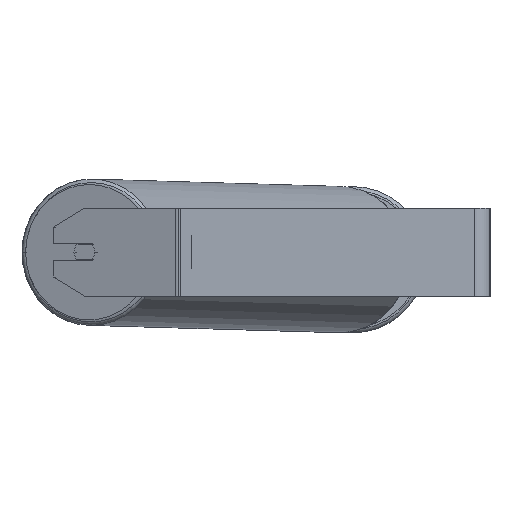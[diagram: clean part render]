
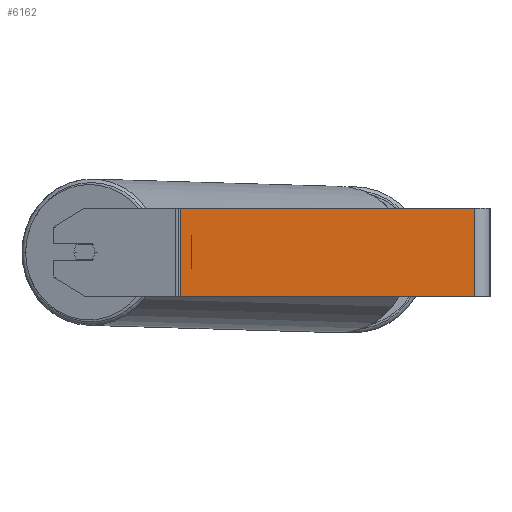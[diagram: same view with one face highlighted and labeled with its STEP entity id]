
A CAD part, left-side view. The second image highlights one B-rep face of the part: STEP entity #6162.
In plain terms, the highlighted planar face has unit normal (-1, 0, 0).
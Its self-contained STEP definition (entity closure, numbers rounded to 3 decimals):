
#56 = CARTESIAN_POINT ( 'NONE',  ( -1045., 14., 40. ) ) ;
#363 = DIRECTION ( 'NONE',  ( 0., -1., 0. ) ) ;
#701 = EDGE_CURVE ( 'NONE', #3216, #4427, #5070, .T. ) ;
#739 = EDGE_CURVE ( 'NONE', #4427, #8460, #7401, .T. ) ;
#1065 = CARTESIAN_POINT ( 'NONE',  ( -1045., 283.661, 40. ) ) ;
#1103 = ORIENTED_EDGE ( 'NONE', *, *, #5031, .F. ) ;
#1645 = CARTESIAN_POINT ( 'NONE',  ( -1045., 14., 40. ) ) ;
#2260 = PLANE ( 'NONE',  #7099 ) ;
#2489 = DIRECTION ( 'NONE',  ( 0., 0., -1. ) ) ;
#2676 = CARTESIAN_POINT ( 'NONE',  ( -1045., 281.193, -40. ) ) ;
#2953 = VECTOR ( 'NONE', #2489, 1000. ) ;
#3216 = VERTEX_POINT ( 'NONE', #4758 ) ;
#3362 = EDGE_CURVE ( 'NONE', #8662, #8460, #4985, .T. ) ;
#4396 = FACE_OUTER_BOUND ( 'NONE', #4886, .T. ) ;
#4427 = VERTEX_POINT ( 'NONE', #2676 ) ;
#4758 = CARTESIAN_POINT ( 'NONE',  ( -1045., 281.193, 40. ) ) ;
#4886 = EDGE_LOOP ( 'NONE', ( #8578, #8363, #1103, #8758 ) ) ;
#4927 = DIRECTION ( 'NONE',  ( 0., 0., -1. ) ) ;
#4985 = LINE ( 'NONE', #1645, #6242 ) ;
#5016 = DIRECTION ( 'NONE',  ( 1., 0., 0. ) ) ;
#5031 = EDGE_CURVE ( 'NONE', #3216, #8662, #5798, .T. ) ;
#5070 = LINE ( 'NONE', #7772, #2953 ) ;
#5568 = DIRECTION ( 'NONE',  ( 0., 0., -1. ) ) ;
#5780 = CARTESIAN_POINT ( 'NONE',  ( -1045., 283.661, -40. ) ) ;
#5798 = LINE ( 'NONE', #5843, #8493 ) ;
#5843 = CARTESIAN_POINT ( 'NONE',  ( -1045., 283.661, 40. ) ) ;
#5864 = CARTESIAN_POINT ( 'NONE',  ( -1045., 14., -40. ) ) ;
#6162 = ADVANCED_FACE ( 'NONE', ( #4396 ), #2260, .F. ) ;
#6242 = VECTOR ( 'NONE', #5568, 1000. ) ;
#6414 = DIRECTION ( 'NONE',  ( 0., -1., 0. ) ) ;
#7099 = AXIS2_PLACEMENT_3D ( 'NONE', #1065, #5016, #4927 ) ;
#7401 = LINE ( 'NONE', #5780, #8168 ) ;
#7772 = CARTESIAN_POINT ( 'NONE',  ( -1045., 281.193, 40. ) ) ;
#8168 = VECTOR ( 'NONE', #363, 1000. ) ;
#8363 = ORIENTED_EDGE ( 'NONE', *, *, #3362, .F. ) ;
#8460 = VERTEX_POINT ( 'NONE', #5864 ) ;
#8493 = VECTOR ( 'NONE', #6414, 1000. ) ;
#8578 = ORIENTED_EDGE ( 'NONE', *, *, #739, .T. ) ;
#8662 = VERTEX_POINT ( 'NONE', #56 ) ;
#8758 = ORIENTED_EDGE ( 'NONE', *, *, #701, .T. ) ;
